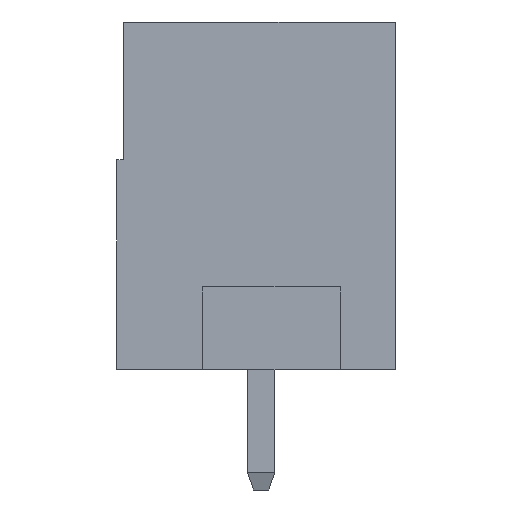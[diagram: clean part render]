
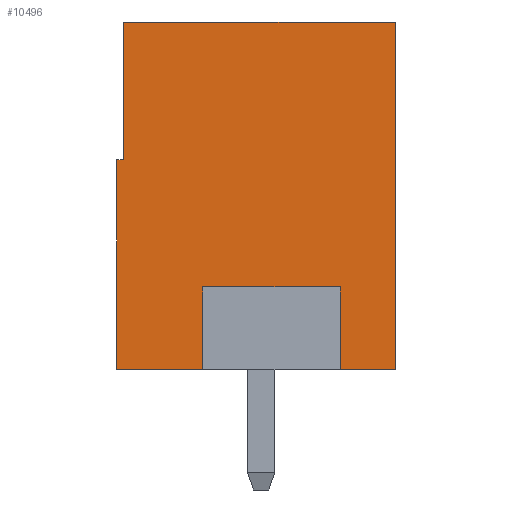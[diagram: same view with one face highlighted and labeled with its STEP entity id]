
A CAD part, left-side view. The second image highlights one B-rep face of the part: STEP entity #10496.
In plain terms, the highlighted planar face has unit normal (-1, 0, 0).
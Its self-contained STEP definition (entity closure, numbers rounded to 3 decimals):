
#94 = VECTOR ( 'NONE', #1206, 1000. ) ;
#136 = CARTESIAN_POINT ( 'NONE',  ( -3.475, -3.918, 10.1 ) ) ;
#154 = EDGE_CURVE ( 'NONE', #5768, #9998, #4589, .T. ) ;
#248 = LINE ( 'NONE', #11914, #94 ) ;
#391 = EDGE_LOOP ( 'NONE', ( #7977, #9385, #2289, #8270, #8264, #9009, #10506, #5480, #1055, #3950 ) ) ;
#675 = CARTESIAN_POINT ( 'NONE',  ( -3.475, -2.318, 0. ) ) ;
#859 = VERTEX_POINT ( 'NONE', #4010 ) ;
#1024 = FACE_OUTER_BOUND ( 'NONE', #391, .T. ) ;
#1055 = ORIENTED_EDGE ( 'NONE', *, *, #12425, .T. ) ;
#1151 = PLANE ( 'NONE',  #10955 ) ;
#1206 = DIRECTION ( 'NONE',  ( 0., -1., 0. ) ) ;
#1259 = CARTESIAN_POINT ( 'NONE',  ( -3.475, 1.682, 0. ) ) ;
#1417 = EDGE_CURVE ( 'NONE', #3520, #4388, #3914, .T. ) ;
#1582 = CARTESIAN_POINT ( 'NONE',  ( -3.475, 4.182, 10.1 ) ) ;
#1793 = DIRECTION ( 'NONE',  ( 0., 0., 1. ) ) ;
#1862 = CARTESIAN_POINT ( 'NONE',  ( -3.475, 3.982, 10.1 ) ) ;
#2003 = DIRECTION ( 'NONE',  ( 0., 1., 0. ) ) ;
#2028 = LINE ( 'NONE', #1259, #6558 ) ;
#2063 = EDGE_CURVE ( 'NONE', #5768, #12223, #10403, .T. ) ;
#2085 = VERTEX_POINT ( 'NONE', #13665 ) ;
#2211 = DIRECTION ( 'NONE',  ( 0., -1., 0. ) ) ;
#2289 = ORIENTED_EDGE ( 'NONE', *, *, #11633, .T. ) ;
#2494 = EDGE_CURVE ( 'NONE', #7647, #2085, #11725, .T. ) ;
#2790 = VECTOR ( 'NONE', #2809, 1000. ) ;
#2809 = DIRECTION ( 'NONE',  ( 0., -1., 0. ) ) ;
#2995 = EDGE_CURVE ( 'NONE', #12223, #11307, #248, .T. ) ;
#3520 = VERTEX_POINT ( 'NONE', #10474 ) ;
#3914 = LINE ( 'NONE', #5986, #5963 ) ;
#3950 = ORIENTED_EDGE ( 'NONE', *, *, #1417, .T. ) ;
#4010 = CARTESIAN_POINT ( 'NONE',  ( -3.475, -2.318, 2.4 ) ) ;
#4173 = CARTESIAN_POINT ( 'NONE',  ( -3.475, 4.182, 10.1 ) ) ;
#4388 = VERTEX_POINT ( 'NONE', #7847 ) ;
#4589 = LINE ( 'NONE', #8646, #10895 ) ;
#5276 = CARTESIAN_POINT ( 'NONE',  ( -3.475, 4.182, 0. ) ) ;
#5480 = ORIENTED_EDGE ( 'NONE', *, *, #154, .T. ) ;
#5509 = CARTESIAN_POINT ( 'NONE',  ( -3.475, 1.682, 2.4 ) ) ;
#5768 = VERTEX_POINT ( 'NONE', #13616 ) ;
#5941 = CARTESIAN_POINT ( 'NONE',  ( -3.475, -2.318, 2.4 ) ) ;
#5963 = VECTOR ( 'NONE', #7020, 1000. ) ;
#5986 = CARTESIAN_POINT ( 'NONE',  ( -3.475, 4.182, 0. ) ) ;
#6558 = VECTOR ( 'NONE', #11884, 1000. ) ;
#6685 = VECTOR ( 'NONE', #6922, 1000. ) ;
#6772 = CARTESIAN_POINT ( 'NONE',  ( -3.475, -3.918, 10.1 ) ) ;
#6823 = CARTESIAN_POINT ( 'NONE',  ( -3.475, 3.982, 10.1 ) ) ;
#6841 = EDGE_CURVE ( 'NONE', #7111, #859, #9802, .T. ) ;
#6894 = CARTESIAN_POINT ( 'NONE',  ( -3.475, -2.318, 0. ) ) ;
#6922 = DIRECTION ( 'NONE',  ( 0., 0., -1. ) ) ;
#7020 = DIRECTION ( 'NONE',  ( 0., -1., 0. ) ) ;
#7082 = EDGE_CURVE ( 'NONE', #4388, #7111, #2028, .T. ) ;
#7111 = VERTEX_POINT ( 'NONE', #5509 ) ;
#7185 = LINE ( 'NONE', #675, #6685 ) ;
#7352 = EDGE_CURVE ( 'NONE', #11307, #2085, #13029, .T. ) ;
#7371 = VECTOR ( 'NONE', #8924, 1000. ) ;
#7632 = VECTOR ( 'NONE', #2211, 1000. ) ;
#7647 = VERTEX_POINT ( 'NONE', #6894 ) ;
#7744 = DIRECTION ( 'NONE',  ( 0., 1., 0. ) ) ;
#7847 = CARTESIAN_POINT ( 'NONE',  ( -3.475, 1.682, 0. ) ) ;
#7948 = LINE ( 'NONE', #1582, #7371 ) ;
#7977 = ORIENTED_EDGE ( 'NONE', *, *, #7082, .T. ) ;
#8264 = ORIENTED_EDGE ( 'NONE', *, *, #7352, .F. ) ;
#8270 = ORIENTED_EDGE ( 'NONE', *, *, #2494, .T. ) ;
#8646 = CARTESIAN_POINT ( 'NONE',  ( -3.475, 3.982, 6.1 ) ) ;
#8924 = DIRECTION ( 'NONE',  ( 0., 0., -1. ) ) ;
#9009 = ORIENTED_EDGE ( 'NONE', *, *, #2995, .F. ) ;
#9228 = VECTOR ( 'NONE', #12133, 1000. ) ;
#9385 = ORIENTED_EDGE ( 'NONE', *, *, #6841, .T. ) ;
#9628 = DIRECTION ( 'NONE',  ( 1., 0., 0. ) ) ;
#9802 = LINE ( 'NONE', #5941, #2790 ) ;
#9998 = VERTEX_POINT ( 'NONE', #10000 ) ;
#10000 = CARTESIAN_POINT ( 'NONE',  ( -3.475, 4.182, 6.1 ) ) ;
#10403 = LINE ( 'NONE', #1862, #12493 ) ;
#10474 = CARTESIAN_POINT ( 'NONE',  ( -3.475, 4.182, 0. ) ) ;
#10496 = ADVANCED_FACE ( 'NONE', ( #1024 ), #1151, .F. ) ;
#10506 = ORIENTED_EDGE ( 'NONE', *, *, #2063, .F. ) ;
#10895 = VECTOR ( 'NONE', #7744, 1000. ) ;
#10955 = AXIS2_PLACEMENT_3D ( 'NONE', #4173, #9628, #2003 ) ;
#11307 = VERTEX_POINT ( 'NONE', #136 ) ;
#11633 = EDGE_CURVE ( 'NONE', #859, #7647, #7185, .T. ) ;
#11725 = LINE ( 'NONE', #5276, #7632 ) ;
#11884 = DIRECTION ( 'NONE',  ( 0., 0., 1. ) ) ;
#11914 = CARTESIAN_POINT ( 'NONE',  ( -3.475, 4.182, 10.1 ) ) ;
#12133 = DIRECTION ( 'NONE',  ( 0., 0., -1. ) ) ;
#12223 = VERTEX_POINT ( 'NONE', #6823 ) ;
#12425 = EDGE_CURVE ( 'NONE', #9998, #3520, #7948, .T. ) ;
#12493 = VECTOR ( 'NONE', #1793, 1000. ) ;
#13029 = LINE ( 'NONE', #6772, #9228 ) ;
#13616 = CARTESIAN_POINT ( 'NONE',  ( -3.475, 3.982, 6.1 ) ) ;
#13665 = CARTESIAN_POINT ( 'NONE',  ( -3.475, -3.918, 0. ) ) ;
